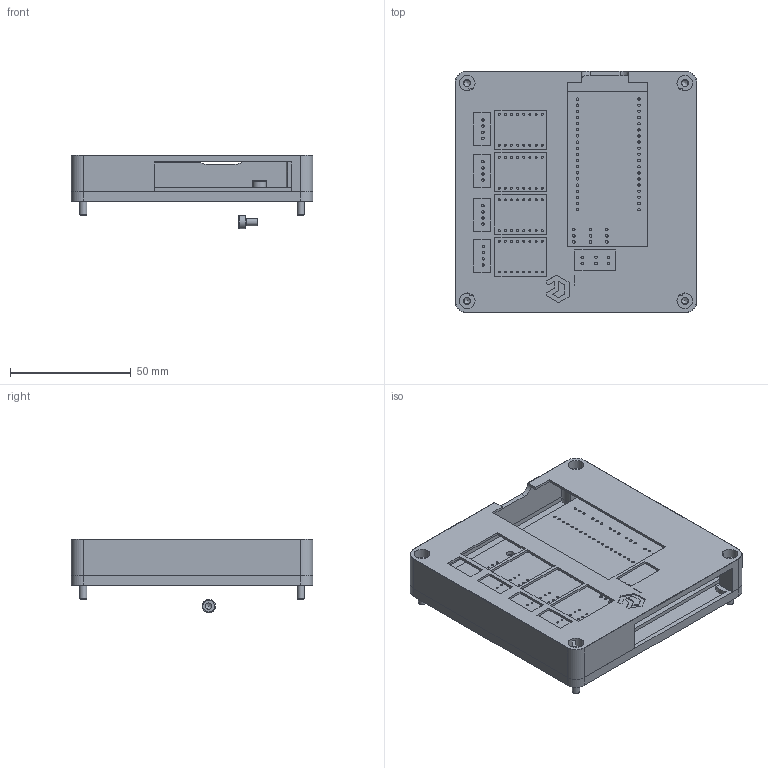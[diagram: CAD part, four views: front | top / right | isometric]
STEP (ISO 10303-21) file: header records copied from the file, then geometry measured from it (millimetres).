
FILE_DESCRIPTION(/* description */ (''),/* implementation_level */ '2;1');
FILE_NAME(/* name */ 'UC2e_Electronics.stp',/* time_stamp */ '2023-05-14T00:05:12+02:00',/* author */ ('diederichbenedict'),/* organization */ (''),/* preprocessor_version */ 'ST-DEVELOPER v18.1',/* originating_system */ 'Autodesk Inventor 2022',/* authorisation */ '');
FILE_SCHEMA (('AUTOMOTIVE_DESIGN { 1 0 10303 214 3 1 1 }'));
Length unit declared in the file: millimetre
Products named in the file (7): Baugruppe1; 40_Case_ESP32_Standalone_lid; 40_Case_ESP32_Standalone_base; 00_ESP32-standalone; ESP32-cnc PCB; DIN 912 - M3 x 16; DIN 912 - M3 x 5
Assembly tree (12 placements, depth 3):
  Baugruppe1
    40_Case_ESP32_Standalone_lid
    40_Case_ESP32_Standalone_base
    00_ESP32-standalone
      ESP32-cnc PCB
    DIN 912 - M3 x 16  x4
    DIN 912 - M3 x 5  x4
Bounding box: 100 x 100 x 30.4 mm (x, y, z)
Volume: 50588.4 mm3; surface area: 61671.2 mm2
Topology: 11 solids, 11 shells, 473 faces, 1321 edges, 878 vertices
Faces by surface type: cylinder 239, plane 198, torus 20, cone 16
Full cylindrical faces by diameter (mm): 0.8 x64, 1 x90, 1.1 x9, 1.6 x1, 2.3 x1, 2.5 x2, 2.8 x8, 3 x13, 3.2 x4, 5.5 x8, 6 x4, 6.5 x4
Entity records: 13951 total; most frequent: DIRECTION 2379, CARTESIAN_POINT 2337, ORIENTED_EDGE 2206, EDGE_CURVE 1103, AXIS2_PLACEMENT_3D 892, EDGE_LOOP 787, VERTEX_POINT 734, LINE 595
